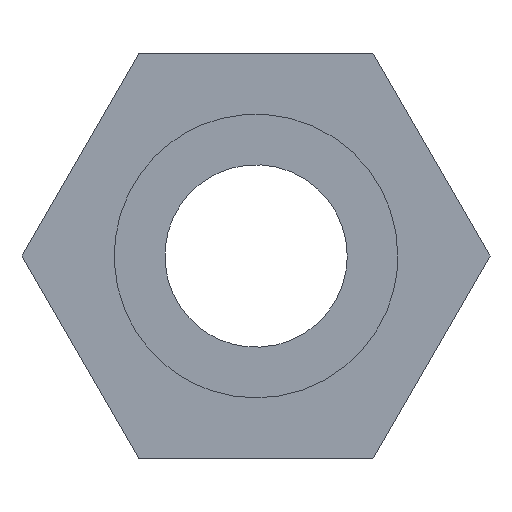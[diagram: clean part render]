
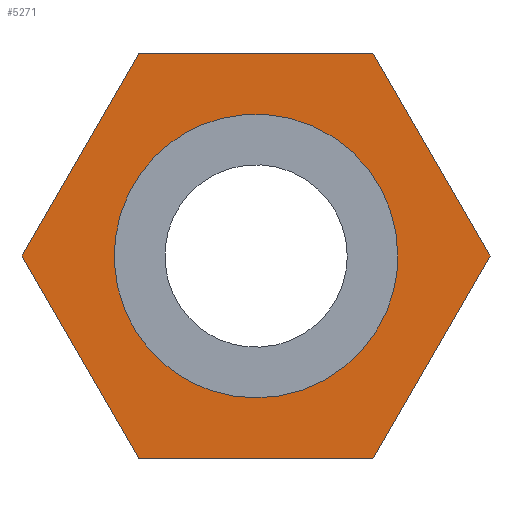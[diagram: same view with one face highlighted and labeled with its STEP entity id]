
A CAD part, front view. The second image highlights one B-rep face of the part: STEP entity #5271.
In plain terms, the highlighted free-form (B-spline) face has degree [1, 1] with [2, 2] control points.
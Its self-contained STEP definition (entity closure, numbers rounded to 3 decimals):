
#5107 = VERTEX_POINT('',#5108);
#5108 = CARTESIAN_POINT('',(-6.734,22.162,
    -11.664));
#5115 = VERTEX_POINT('',#5116);
#5116 = CARTESIAN_POINT('',(6.734,22.162,
    -11.664));
#5121 = EDGE_CURVE('',#5115,#5107,#5122,.T.);
#5122 = B_SPLINE_CURVE_WITH_KNOTS('',1,(#5123,#5124),.UNSPECIFIED.,.F.,
  .F.,(2,2),(0.,11.547),.PIECEWISE_BEZIER_KNOTS.);
#5123 = CARTESIAN_POINT('',(6.734,22.162,
    -11.664));
#5124 = CARTESIAN_POINT('',(-6.734,22.162,
    -11.664));
#5135 = VERTEX_POINT('',#5136);
#5136 = CARTESIAN_POINT('',(-13.469,22.162,
    0.));
#5143 = EDGE_CURVE('',#5107,#5135,#5144,.T.);
#5144 = B_SPLINE_CURVE_WITH_KNOTS('',1,(#5145,#5146),.UNSPECIFIED.,.F.,
  .F.,(2,2),(0.,11.547),.PIECEWISE_BEZIER_KNOTS.);
#5145 = CARTESIAN_POINT('',(-6.734,22.162,
    -11.664));
#5146 = CARTESIAN_POINT('',(-13.469,22.162,
    0.));
#5157 = VERTEX_POINT('',#5158);
#5158 = CARTESIAN_POINT('',(-6.734,22.162,
    11.664));
#5165 = EDGE_CURVE('',#5135,#5157,#5166,.T.);
#5166 = B_SPLINE_CURVE_WITH_KNOTS('',1,(#5167,#5168),.UNSPECIFIED.,.F.,
  .F.,(2,2),(0.,11.547),
  .PIECEWISE_BEZIER_KNOTS.);
#5167 = CARTESIAN_POINT('',(-13.469,22.162,
    0.));
#5168 = CARTESIAN_POINT('',(-6.734,22.162,
    11.664));
#5179 = VERTEX_POINT('',#5180);
#5180 = CARTESIAN_POINT('',(6.734,22.162,
    11.664));
#5187 = EDGE_CURVE('',#5157,#5179,#5188,.T.);
#5188 = B_SPLINE_CURVE_WITH_KNOTS('',1,(#5189,#5190),.UNSPECIFIED.,.F.,
  .F.,(2,2),(0.,11.547),.PIECEWISE_BEZIER_KNOTS.);
#5189 = CARTESIAN_POINT('',(-6.734,22.162,
    11.664));
#5190 = CARTESIAN_POINT('',(6.734,22.162,
    11.664));
#5201 = VERTEX_POINT('',#5202);
#5202 = CARTESIAN_POINT('',(13.469,22.162,
    0.));
#5209 = EDGE_CURVE('',#5179,#5201,#5210,.T.);
#5210 = B_SPLINE_CURVE_WITH_KNOTS('',1,(#5211,#5212),.UNSPECIFIED.,.F.,
  .F.,(2,2),(0.,11.547),.PIECEWISE_BEZIER_KNOTS.);
#5211 = CARTESIAN_POINT('',(6.734,22.162,
    11.664));
#5212 = CARTESIAN_POINT('',(13.469,22.162,
    0.));
#5225 = EDGE_CURVE('',#5201,#5115,#5226,.T.);
#5226 = B_SPLINE_CURVE_WITH_KNOTS('',1,(#5227,#5228),.UNSPECIFIED.,.F.,
  .F.,(2,2),(0.,11.547),
  .PIECEWISE_BEZIER_KNOTS.);
#5227 = CARTESIAN_POINT('',(13.469,22.162,
    0.));
#5228 = CARTESIAN_POINT('',(6.734,22.162,
    -11.664));
#5271 = ADVANCED_FACE('',(#5272,#5280),#5294,.T.);
#5272 = FACE_BOUND('',#5273,.T.);
#5273 = EDGE_LOOP('',(#5274,#5275,#5276,#5277,#5278,#5279));
#5274 = ORIENTED_EDGE('',*,*,#5121,.F.);
#5275 = ORIENTED_EDGE('',*,*,#5225,.F.);
#5276 = ORIENTED_EDGE('',*,*,#5209,.F.);
#5277 = ORIENTED_EDGE('',*,*,#5187,.F.);
#5278 = ORIENTED_EDGE('',*,*,#5165,.F.);
#5279 = ORIENTED_EDGE('',*,*,#5143,.F.);
#5280 = FACE_BOUND('',#5281,.T.);
#5281 = EDGE_LOOP('',(#5282));
#5282 = ORIENTED_EDGE('',*,*,#5283,.F.);
#5283 = EDGE_CURVE('',#5284,#5284,#5286,.T.);
#5284 = VERTEX_POINT('',#5285);
#5285 = CARTESIAN_POINT('',(8.165,22.162,0.));
#5286 = ( BOUNDED_CURVE() B_SPLINE_CURVE(2,(#5287,#5288,#5289,#5290,
#5291,#5292,#5293),.UNSPECIFIED.,.T.,.F.) B_SPLINE_CURVE_WITH_KNOTS((1,2
    ,2,2,2,1),(-2.094,0.,2.094,4.189,
6.283,8.378),.UNSPECIFIED.) CURVE() 
GEOMETRIC_REPRESENTATION_ITEM() RATIONAL_B_SPLINE_CURVE((1.,0.5,1.,0.5,
1.,0.5,1.)) REPRESENTATION_ITEM('') );
#5287 = CARTESIAN_POINT('',(8.165,22.162,0.));
#5288 = CARTESIAN_POINT('',(8.165,22.162,
    14.142));
#5289 = CARTESIAN_POINT('',(-4.082,22.162,
    7.071));
#5290 = CARTESIAN_POINT('',(-16.33,22.162,
    0.));
#5291 = CARTESIAN_POINT('',(-4.082,22.162,
    -7.071));
#5292 = CARTESIAN_POINT('',(8.165,22.162,
    -14.142));
#5293 = CARTESIAN_POINT('',(8.165,22.162,0.));
#5294 = B_SPLINE_SURFACE_WITH_KNOTS('',1,1,(
    (#5295,#5296)
    ,(#5297,#5298
    )),.UNSPECIFIED.,.F.,.F.,.F.,(2,2),(2,2),(-11.547,
    11.547),(-10.,10.),.PIECEWISE_BEZIER_KNOTS.);
#5295 = CARTESIAN_POINT('',(-13.469,22.162,
    -11.664));
#5296 = CARTESIAN_POINT('',(-13.469,22.162,
    11.664));
#5297 = CARTESIAN_POINT('',(13.469,22.162,
    -11.664));
#5298 = CARTESIAN_POINT('',(13.469,22.162,
    11.664));
